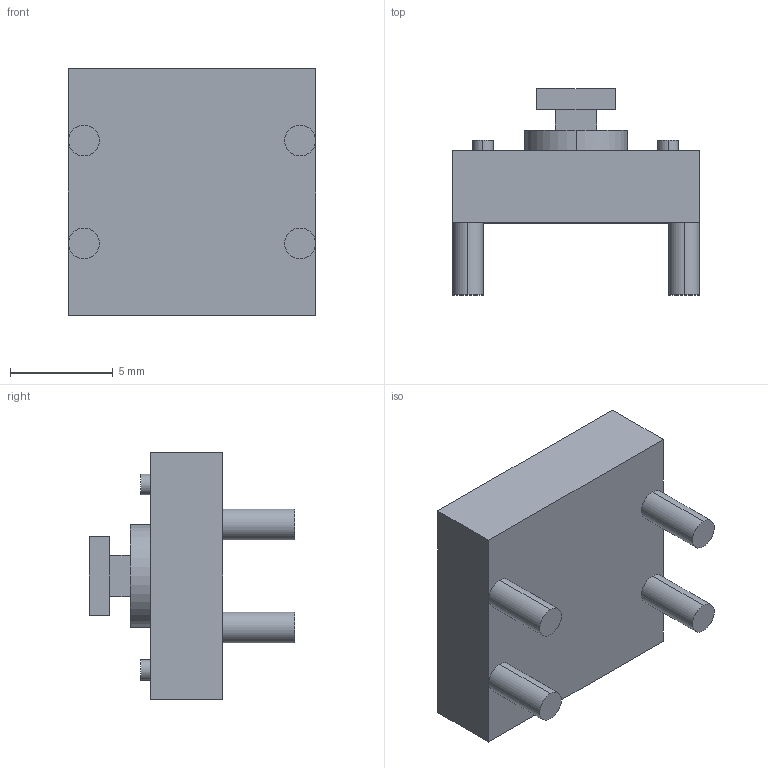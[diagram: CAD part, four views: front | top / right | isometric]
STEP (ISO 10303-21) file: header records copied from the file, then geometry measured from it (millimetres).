
FILE_DESCRIPTION (( 'STEP AP214' ), '1' );
FILE_NAME ('Switch12X12mm.STEP', '2018-12-01T14:57:27', ( 'ahmad kamal' ), ( '' ), 'SwSTEP 2.0', 'SolidWorks 2018', '' );
FILE_SCHEMA (( 'AUTOMOTIVE_DESIGN' ));
Length unit declared in the file: millimetre
Products named in the file (1): Switch12X12mm
Bounding box: 12 x 10 x 12 mm (x, y, z)
Volume: 568.4 mm3; surface area: 588 mm2
Topology: 1 solids, 1 shells, 43 faces, 98 edges, 64 vertices
Faces by surface type: plane 25, cylinder 18
Entity records: 1452 total; most frequent: DIRECTION 226, CARTESIAN_POINT 206, ORIENTED_EDGE 196, EDGE_CURVE 98, AXIS2_PLACEMENT_3D 84, VERTEX_POINT 64, VECTOR 58, LINE 58
